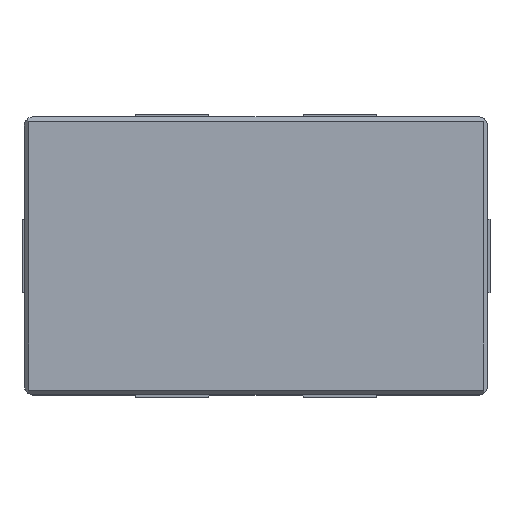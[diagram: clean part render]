
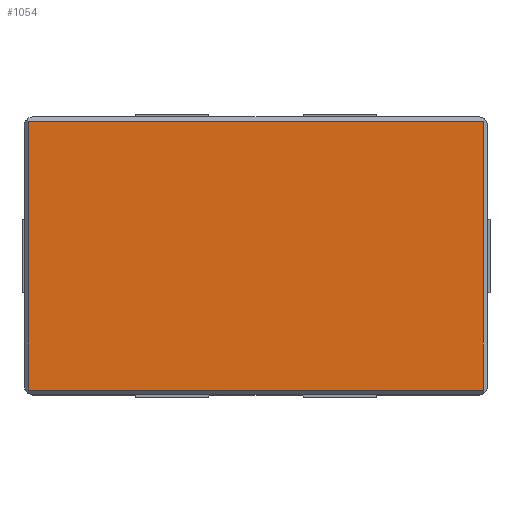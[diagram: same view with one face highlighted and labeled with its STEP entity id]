
A CAD part, top view. The second image highlights one B-rep face of the part: STEP entity #1054.
In plain terms, the highlighted planar face has unit normal (0, 0, 1).
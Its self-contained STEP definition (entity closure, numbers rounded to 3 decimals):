
#33=PLANE('',#1143);
#91=FACE_OUTER_BOUND('',#154,.T.);
#154=EDGE_LOOP('',(#811,#812,#813,#814));
#208=LINE('',#1498,#337);
#222=LINE('',#1533,#351);
#245=LINE('',#1590,#374);
#246=LINE('',#1593,#375);
#337=VECTOR('',#1211,10.);
#351=VECTOR('',#1241,10.);
#374=VECTOR('',#1284,10.);
#375=VECTOR('',#1289,10.);
#486=VERTEX_POINT('',#1495);
#487=VERTEX_POINT('',#1497);
#500=VERTEX_POINT('',#1531);
#524=VERTEX_POINT('',#1588);
#585=EDGE_CURVE('',#486,#487,#208,.T.);
#603=EDGE_CURVE('',#500,#486,#222,.T.);
#631=EDGE_CURVE('',#524,#500,#245,.T.);
#633=EDGE_CURVE('',#487,#524,#246,.T.);
#811=ORIENTED_EDGE('',*,*,#603,.F.);
#812=ORIENTED_EDGE('',*,*,#631,.F.);
#813=ORIENTED_EDGE('',*,*,#633,.F.);
#814=ORIENTED_EDGE('',*,*,#585,.F.);
#1054=ADVANCED_FACE('',(#91),#33,.T.);
#1143=AXIS2_PLACEMENT_3D('',#1597,#1295,#1296);
#1211=DIRECTION('',(0.,-1.,0.));
#1241=DIRECTION('',(1.,0.,0.));
#1284=DIRECTION('',(0.,1.,0.));
#1289=DIRECTION('',(-1.,0.,0.));
#1295=DIRECTION('center_axis',(0.,0.,1.));
#1296=DIRECTION('ref_axis',(1.,0.,0.));
#1495=CARTESIAN_POINT('',(0.49,0.29,0.45));
#1497=CARTESIAN_POINT('',(0.49,-0.29,0.45));
#1498=CARTESIAN_POINT('',(0.49,-0.15,0.45));
#1531=CARTESIAN_POINT('',(-0.49,0.29,0.45));
#1533=CARTESIAN_POINT('',(0.25,0.29,0.45));
#1588=CARTESIAN_POINT('',(-0.49,-0.29,0.45));
#1590=CARTESIAN_POINT('',(-0.49,0.15,0.45));
#1593=CARTESIAN_POINT('',(-0.25,-0.29,0.45));
#1597=CARTESIAN_POINT('Origin',(0.,0.,0.45));
